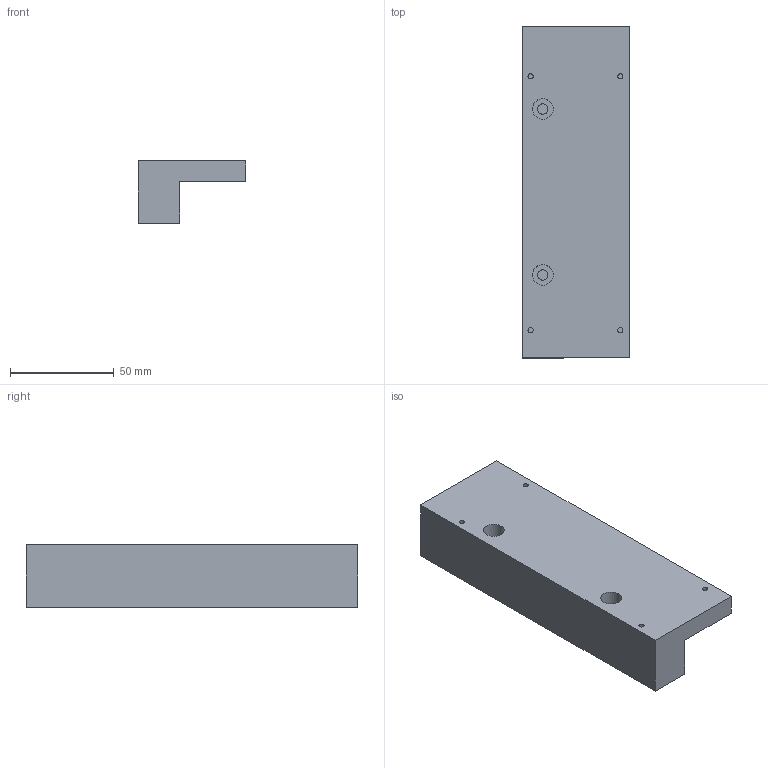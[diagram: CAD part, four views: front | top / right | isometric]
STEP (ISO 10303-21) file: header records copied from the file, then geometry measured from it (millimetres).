
FILE_DESCRIPTION(('FreeCAD Model'),'2;1');
FILE_NAME('cnc.step', '2019-05-12T18:34:18',('Author'),(''), 'Open CASCADE STEP processor 7.3','FreeCAD','Unknown');
FILE_SCHEMA(('AUTOMOTIVE_DESIGN { 1 0 10303 214 1 1 1 1 }'));
Length unit declared in the file: millimetre
Products named in the file (1): Cut
Bounding box: 52 x 160 x 30 mm (x, y, z)
Volume: 142644.7 mm3; surface area: 30184.9 mm2
Topology: 1 solids, 1 shells, 24 faces, 42 edges, 28 vertices
Faces by surface type: plane 16, cylinder 8
Full cylindrical faces by diameter (mm): 2.5 x4, 5 x2, 10 x2
Entity records: 1308 total; most frequent: DIRECTION 192, CARTESIAN_POINT 179, LINE 94, VECTOR 94, ORIENTED_EDGE 84, PCURVE 84, DEFINITIONAL_REPRESENTATION 84, EDGE_CURVE 42
